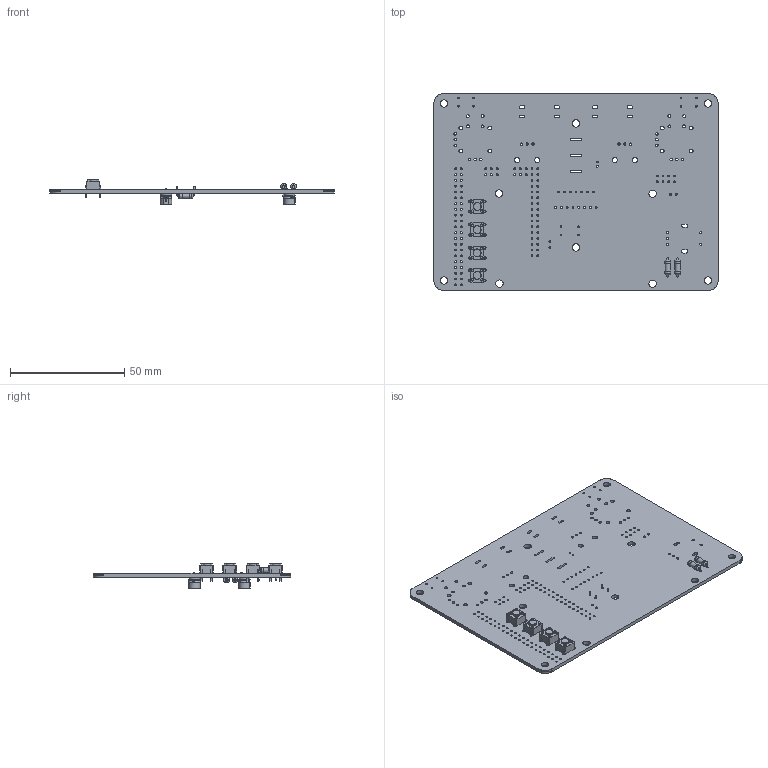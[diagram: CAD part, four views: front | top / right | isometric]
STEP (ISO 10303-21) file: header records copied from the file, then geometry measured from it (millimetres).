
FILE_DESCRIPTION(('KiCad electronic assembly'),'2;1');
FILE_NAME('V1.02.step','2023-12-18T23:08:04',('Pcbnew'),('Kicad'), 'Open CASCADE STEP processor 7.7','KiCad to STEP converter','Unknown' );
FILE_SCHEMA(('AUTOMOTIVE_DESIGN { 1 0 10303 214 1 1 1 1 }'));
Length unit declared in the file: millimetre
Products named in the file (8): V1.02 1; R_Axial_DIN0207_L6.3mm_D2.5mm_P7.62mm_Horizontal; SOLID; SW_PUSH_6mm; CP_Radial_D5.0mm_P2.50mm; _autosave-RCTransmitterAecertRobotics PCB
Assembly tree (14 placements, depth 3):
  V1.02 1
    R_Axial_DIN0207_L6.3mm_D2.5mm_P7.62mm_Horizontal  x4
      SOLID
    SW_PUSH_6mm  x4
      SOLID
    CP_Radial_D5.0mm_P2.50mm  x2
      SOLID
    _autosave-RCTransmitterAecertRobotics PCB
Bounding box: 124.46 x 86.36 x 11 mm (x, y, z)
Volume: 17617.7 mm3; surface area: 24204.1 mm2
Topology: 11 solids, 13 shells, 1176 faces, 3220 edges, 2110 vertices
Faces by surface type: plane 720, cylinder 410, torus 24, bspline 12, revolution 10
Full cylindrical faces by diameter (mm): 0.5 x4, 0.6 x8, 0.7 x2, 0.8 x129, 1 x27, 1.1 x28, 1.3 x8, 1.6 x8, 2.2 x4, 2.25 x4, 2.5 x8, 3.2 x10, 3.5 x4
Entity records: 58873 total; most frequent: CARTESIAN_POINT 14544, DIRECTION 7543, LINE 4843, VECTOR 4843, ORIENTED_EDGE 4408, PCURVE 4408, DEFINITIONAL_REPRESENTATION 4408, EDGE_CURVE 2204
